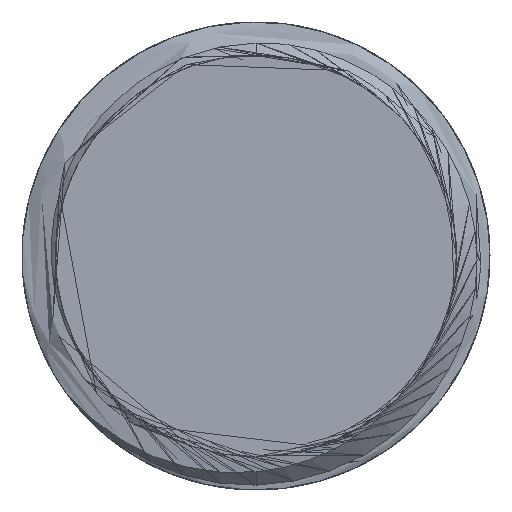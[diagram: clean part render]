
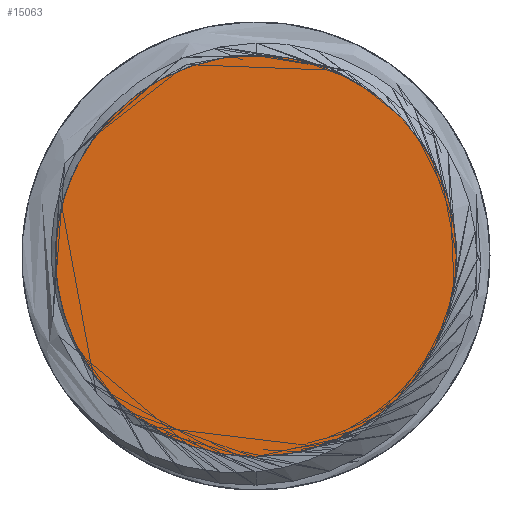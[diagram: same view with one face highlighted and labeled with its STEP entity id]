
A CAD part, left-side view. The second image highlights one B-rep face of the part: STEP entity #15063.
In plain terms, the highlighted planar face has unit normal (-1, 0, 0).
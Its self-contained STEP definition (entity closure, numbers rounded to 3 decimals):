
#1963 = CIRCLE ( 'NONE', #18699, 1.567 ) ;
#4244 = DIRECTION ( 'NONE',  ( 0., 0., -1. ) ) ;
#4245 = DIRECTION ( 'NONE',  ( 1., 0., 0. ) ) ;
#4247 = CARTESIAN_POINT ( 'NONE',  ( -37.5, 0., 0. ) ) ;
#4345 = ORIENTED_EDGE ( 'NONE', *, *, #18717, .F. ) ;
#4419 = ORIENTED_EDGE ( 'NONE', *, *, #19808, .F. ) ;
#4422 = ORIENTED_EDGE ( 'NONE', *, *, #19795, .F. ) ;
#4423 = ORIENTED_EDGE ( 'NONE', *, *, #19794, .F. ) ;
#7210 = CARTESIAN_POINT ( 'NONE',  ( -37.5, 0., 0. ) ) ;
#7215 = DIRECTION ( 'NONE',  ( 1., 0., 0. ) ) ;
#7216 = DIRECTION ( 'NONE',  ( 0., 0., -1. ) ) ;
#7252 = CARTESIAN_POINT ( 'NONE',  ( -37.5, 0., -1.567 ) ) ;
#7629 = CARTESIAN_POINT ( 'NONE',  ( -37.5, -1.118, -1.098 ) ) ;
#7638 = CARTESIAN_POINT ( 'NONE',  ( -37.5, 1.118, -1.098 ) ) ;
#7639 = CARTESIAN_POINT ( 'NONE',  ( -37.5, 0., 1.567 ) ) ;
#13762 = CIRCLE ( 'NONE', #16135, 1.567 ) ;
#13763 = CIRCLE ( 'NONE', #16136, 1.567 ) ;
#13775 = CIRCLE ( 'NONE', #16139, 1.567 ) ;
#14283 = FACE_OUTER_BOUND ( 'NONE', #15268, .T. ) ;
#15063 = ADVANCED_FACE ( 'NONE', ( #14283 ), #17972, .F. ) ;
#15268 = EDGE_LOOP ( 'NONE', ( #4345, #4423, #4422, #4419 ) ) ;
#16135 = AXIS2_PLACEMENT_3D ( 'NONE', #21488, #21490, #21491 ) ;
#16136 = AXIS2_PLACEMENT_3D ( 'NONE', #21485, #21493, #21494 ) ;
#16139 = AXIS2_PLACEMENT_3D ( 'NONE', #7210, #7215, #7216 ) ;
#17968 = DIRECTION ( 'NONE',  ( 0., 0., -1. ) ) ;
#17969 = DIRECTION ( 'NONE',  ( 1., 0., 0. ) ) ;
#17972 = PLANE ( 'NONE',  #18391 ) ;
#17976 = CARTESIAN_POINT ( 'NONE',  ( -37.5, 0., 0. ) ) ;
#18391 = AXIS2_PLACEMENT_3D ( 'NONE', #17976, #17969, #17968 ) ;
#18699 = AXIS2_PLACEMENT_3D ( 'NONE', #4247, #4245, #4244 ) ;
#18717 = EDGE_CURVE ( 'NONE', #26187, #26193, #1963, .T. ) ;
#19794 = EDGE_CURVE ( 'NONE', #26198, #26187, #13762, .T. ) ;
#19795 = EDGE_CURVE ( 'NONE', #26197, #26198, #13763, .T. ) ;
#19808 = EDGE_CURVE ( 'NONE', #26193, #26197, #13775, .T. ) ;
#21485 = CARTESIAN_POINT ( 'NONE',  ( -37.5, 0., 0. ) ) ;
#21488 = CARTESIAN_POINT ( 'NONE',  ( -37.5, 0., 0. ) ) ;
#21490 = DIRECTION ( 'NONE',  ( 1., 0., 0. ) ) ;
#21491 = DIRECTION ( 'NONE',  ( 0., 0., -1. ) ) ;
#21493 = DIRECTION ( 'NONE',  ( 1., 0., 0. ) ) ;
#21494 = DIRECTION ( 'NONE',  ( 0., 0., -1. ) ) ;
#26187 = VERTEX_POINT ( 'NONE', #7629 ) ;
#26193 = VERTEX_POINT ( 'NONE', #7252 ) ;
#26197 = VERTEX_POINT ( 'NONE', #7638 ) ;
#26198 = VERTEX_POINT ( 'NONE', #7639 ) ;
